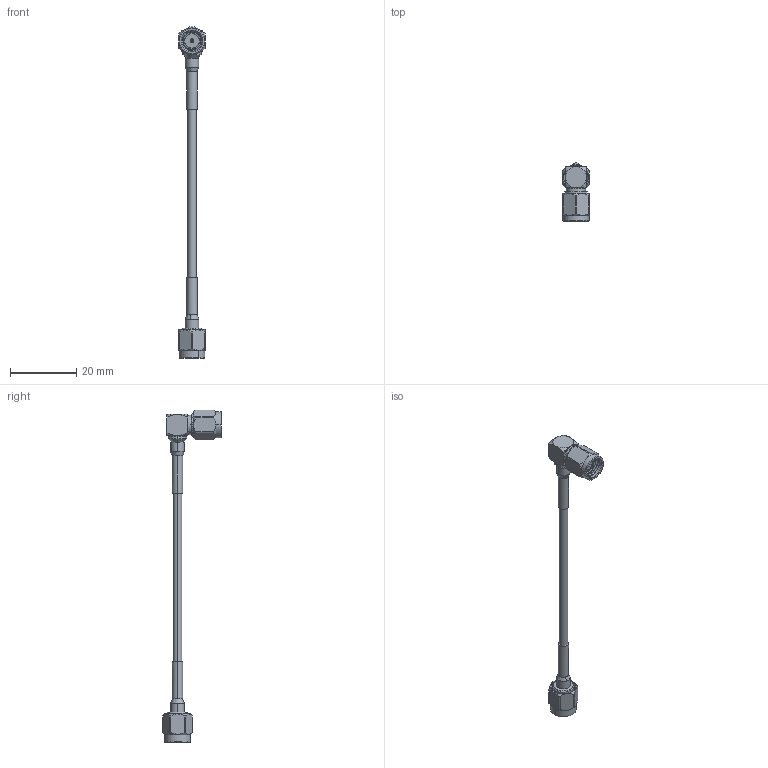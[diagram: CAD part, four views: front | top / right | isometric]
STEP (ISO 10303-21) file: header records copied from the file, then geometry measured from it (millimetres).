
FILE_DESCRIPTION (( 'STEP AP203' ), '1' );
FILE_NAME ('FMC0204085LF.step', '2018-12-13T23:15:08', ( '' ), ( '' ), 'SwSTEP 2.0', 'SolidWorks 2017', '' );
FILE_SCHEMA (( 'CONFIG_CONTROL_DESIGN' ));
Length unit declared in the file: inch
Products named in the file (5): FMC0204085LF; HeatShrink^FMC0204085LF; SC3020; SC7027; Coax Cable_FM-F086
Assembly tree (4 placements, depth 2):
  FMC0204085LF
    Coax Cable_FM-F086
    SC7027
    HeatShrink^FMC0204085LF
    SC3020
Bounding box: 8 x 17.84 x 100.53 mm (x, y, z)
Volume: 1716.3 mm3; surface area: 2823.3 mm2
Topology: 11 solids, 11 shells, 450 faces, 1159 edges, 750 vertices
Faces by surface type: plane 159, cylinder 158, cone 115, bspline 10, torus 8
Entity records: 16827 total; most frequent: CARTESIAN_POINT 5493, ORIENTED_EDGE 2318, DIRECTION 2226, EDGE_CURVE 1159, AXIS2_PLACEMENT_3D 845, VERTEX_POINT 750, LINE 536, VECTOR 536
